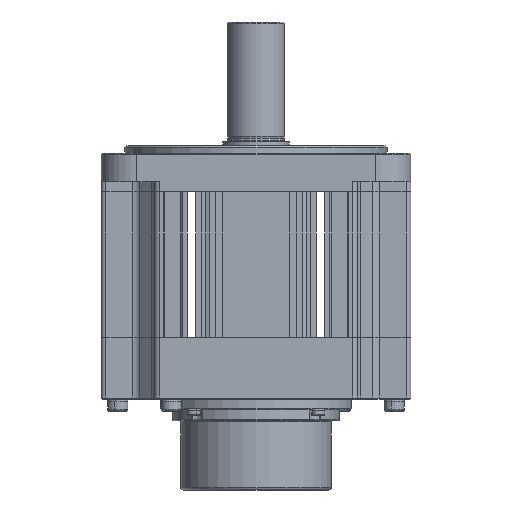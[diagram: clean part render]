
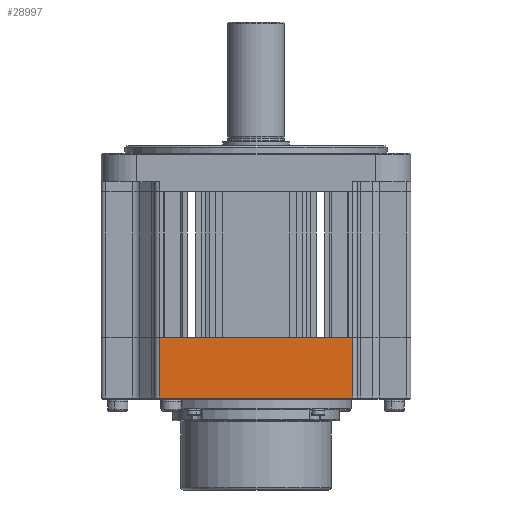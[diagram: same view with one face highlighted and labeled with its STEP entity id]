
A CAD part, front view. The second image highlights one B-rep face of the part: STEP entity #28997.
In plain terms, the highlighted planar face has unit normal (0, -1, 0).
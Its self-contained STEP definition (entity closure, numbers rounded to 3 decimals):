
#1573 = LINE ( 'NONE', #17955, #17184 ) ;
#2798 = AXIS2_PLACEMENT_3D ( 'NONE', #24487, #5841, #27596 ) ;
#5692 = CARTESIAN_POINT ( 'NONE',  ( -41.258, -67.465, 38.3 ) ) ;
#5841 = DIRECTION ( 'NONE',  ( 0., 1., 0. ) ) ;
#8695 = DIRECTION ( 'NONE',  ( 1., 0., 0. ) ) ;
#10052 = VERTEX_POINT ( 'NONE', #31702 ) ;
#10967 = VERTEX_POINT ( 'NONE', #5692 ) ;
#11494 = EDGE_CURVE ( 'NONE', #28352, #10967, #1573, .T. ) ;
#15383 = VECTOR ( 'NONE', #8695, 1000. ) ;
#17184 = VECTOR ( 'NONE', #36443, 1000. ) ;
#17703 = EDGE_LOOP ( 'NONE', ( #30398, #35109, #38254, #22672 ) ) ;
#17955 = CARTESIAN_POINT ( 'NONE',  ( -43.258, -67.465, 38.3 ) ) ;
#18184 = CARTESIAN_POINT ( 'NONE',  ( -41.258, -67.465, 66.3 ) ) ;
#20305 = DIRECTION ( 'NONE',  ( 0., 0., -1. ) ) ;
#21237 = CARTESIAN_POINT ( 'NONE',  ( -43.258, -67.465, 63.8 ) ) ;
#22548 = EDGE_CURVE ( 'NONE', #10052, #31526, #22671, .T. ) ;
#22671 = LINE ( 'NONE', #21237, #15383 ) ;
#22672 = ORIENTED_EDGE ( 'NONE', *, *, #24658, .F. ) ;
#22797 = LINE ( 'NONE', #32583, #30013 ) ;
#24487 = CARTESIAN_POINT ( 'NONE',  ( -43.258, -67.465, 66.3 ) ) ;
#24658 = EDGE_CURVE ( 'NONE', #10967, #10052, #36551, .T. ) ;
#27374 = DIRECTION ( 'NONE',  ( 0., 0., 1. ) ) ;
#27380 = VECTOR ( 'NONE', #27374, 1000. ) ;
#27596 = DIRECTION ( 'NONE',  ( -1., 0., 0. ) ) ;
#28352 = VERTEX_POINT ( 'NONE', #35461 ) ;
#28997 = ADVANCED_FACE ( 'NONE', ( #29888 ), #39860, .F. ) ;
#29888 = FACE_OUTER_BOUND ( 'NONE', #17703, .T. ) ;
#30013 = VECTOR ( 'NONE', #20305, 1000. ) ;
#30398 = ORIENTED_EDGE ( 'NONE', *, *, #11494, .F. ) ;
#31526 = VERTEX_POINT ( 'NONE', #40214 ) ;
#31702 = CARTESIAN_POINT ( 'NONE',  ( -41.258, -67.465, 63.8 ) ) ;
#32583 = CARTESIAN_POINT ( 'NONE',  ( 39.742, -67.465, 66.3 ) ) ;
#34262 = EDGE_CURVE ( 'NONE', #31526, #28352, #22797, .T. ) ;
#35109 = ORIENTED_EDGE ( 'NONE', *, *, #34262, .F. ) ;
#35461 = CARTESIAN_POINT ( 'NONE',  ( 39.742, -67.465, 38.3 ) ) ;
#36443 = DIRECTION ( 'NONE',  ( -1., 0., 0. ) ) ;
#36551 = LINE ( 'NONE', #18184, #27380 ) ;
#38254 = ORIENTED_EDGE ( 'NONE', *, *, #22548, .F. ) ;
#39860 = PLANE ( 'NONE',  #2798 ) ;
#40214 = CARTESIAN_POINT ( 'NONE',  ( 39.742, -67.465, 63.8 ) ) ;
